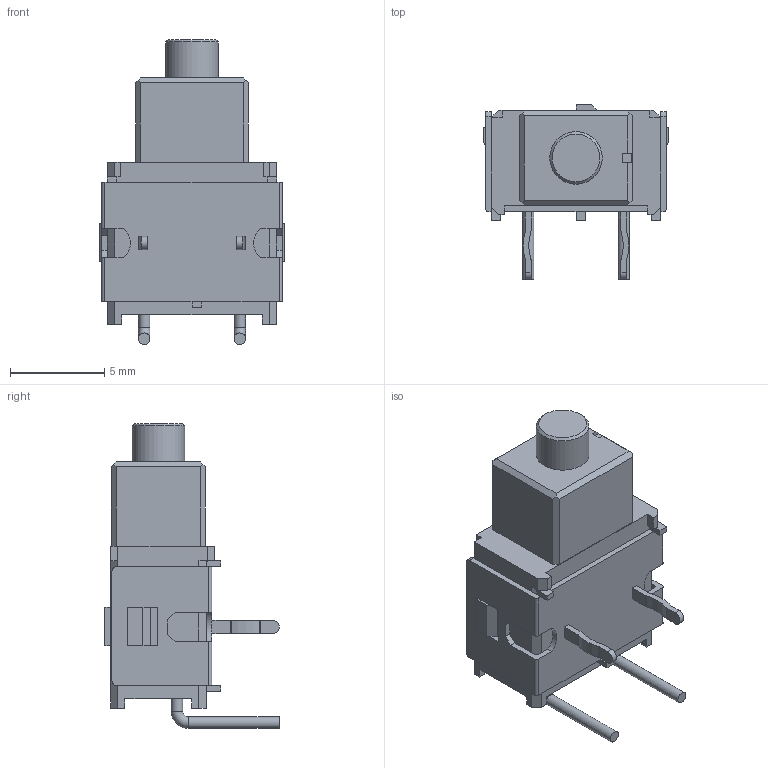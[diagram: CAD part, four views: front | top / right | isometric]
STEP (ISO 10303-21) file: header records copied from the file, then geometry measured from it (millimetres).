
FILE_DESCRIPTION(/* description */ (''),/* implementation_level */ '2;1');
FILE_NAME(/* name */ 'ELEC_Pushbutton_AB11CH-NR.iam.step',/* time_stamp */ '2015-01-02T19:31:35-08:00',/* author */ ('Philip'),/* organization */ (''),/* preprocessor_version */ 'ST-DEVELOPER v15.6',/* originating_system */ 'Autodesk Inventor 2015',/* authorisation */ '');
FILE_SCHEMA (('AUTOMOTIVE_DESIGN { 1 0 10303 214 3 1 1 }'));
Length unit declared in the file: inch
Products named in the file (5): _AB11H-body; _AB11C-plungers; _AB1H-bracket_ra; _AB11H-terminals; ELEC_Pushbutton_AB11CH-NR
Assembly tree (4 placements, depth 2):
  ELEC_Pushbutton_AB11CH-NR
    _AB11H-body
    _AB11C-plungers
    _AB1H-bracket_ra
    _AB11H-terminals
Bounding box: 9.8 x 9.27 x 16.21 mm (x, y, z)
Volume: 551.7 mm3; surface area: 773.6 mm2
Topology: 4 solids, 4 shells, 181 faces, 496 edges, 327 vertices
Faces by surface type: plane 142, cylinder 36, torus 2, cone 1
Full cylindrical faces by diameter (mm): 0.61 x4, 2.794 x1
Entity records: 5770 total; most frequent: CARTESIAN_POINT 1001, ORIENTED_EDGE 972, DIRECTION 939, EDGE_CURVE 486, LINE 413, VECTOR 413, VERTEX_POINT 325, AXIS2_PLACEMENT_3D 263
